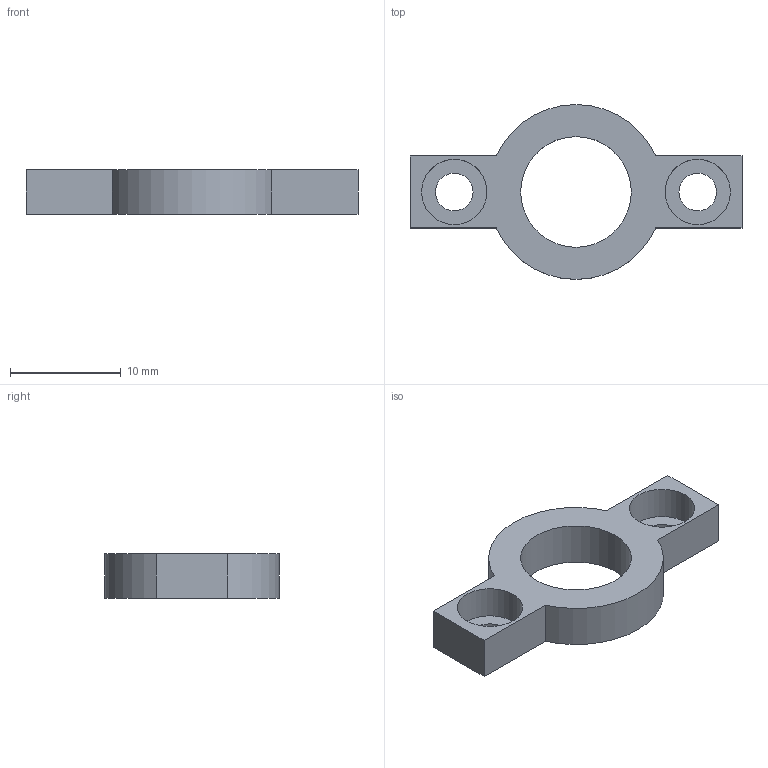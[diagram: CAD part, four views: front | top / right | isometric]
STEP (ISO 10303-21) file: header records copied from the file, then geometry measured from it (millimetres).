
FILE_DESCRIPTION(('FreeCAD Model'),'2;1');
FILE_NAME('CommonBearingFixThrough.step', '2017-01-10T08:52:39',('Author'),(''), 'Open CASCADE STEP processor 6.8','FreeCAD','Unknown');
FILE_SCHEMA(('AUTOMOTIVE_DESIGN_CC2 { 1 2 10303 214 -1 1 5 4 }'));
Length unit declared in the file: millimetre
Products named in the file (2): ASSEMBLY; 625zzBearingFixThrough
Assembly tree (1 placements, depth 2):
  ASSEMBLY
    625zzBearingFixThrough
Bounding box: 30 x 15.8 x 4 mm (x, y, z)
Volume: 669 mm3; surface area: 969.3 mm2
Topology: 1 solids, 1 shells, 17 faces, 39 edges, 26 vertices
Faces by surface type: plane 10, cylinder 7
Full cylindrical faces by diameter (mm): 3.4 x2, 5.9 x2, 10 x1
Entity records: 1063 total; most frequent: CARTESIAN_POINT 198, DIRECTION 163, LINE 89, VECTOR 89, ORIENTED_EDGE 78, PCURVE 78, DEFINITIONAL_REPRESENTATION 78, EDGE_CURVE 39
